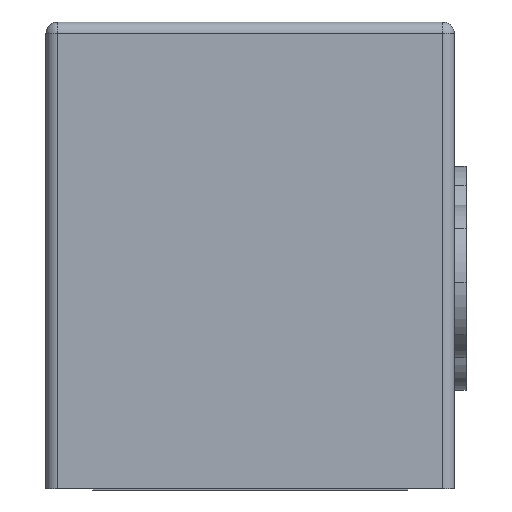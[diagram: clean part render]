
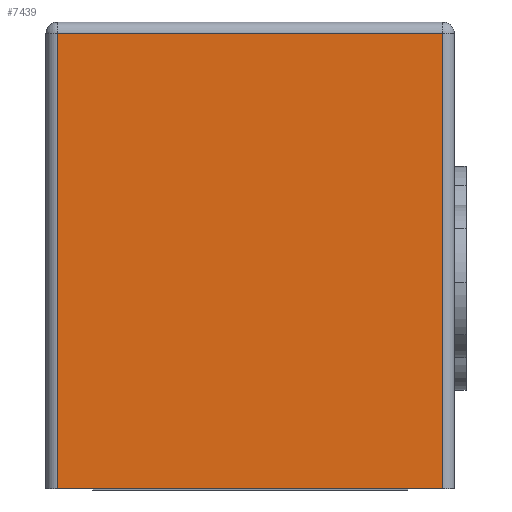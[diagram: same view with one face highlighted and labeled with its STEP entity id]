
A CAD part, left-side view. The second image highlights one B-rep face of the part: STEP entity #7439.
In plain terms, the highlighted planar face has unit normal (-1, 0, 0).
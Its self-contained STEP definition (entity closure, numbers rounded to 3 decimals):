
#97 = CARTESIAN_POINT ( 'NONE',  ( -0.325, 0.165, 0. ) ) ;
#794 = DIRECTION ( 'NONE',  ( 0., 0., -1. ) ) ;
#839 = DIRECTION ( 'NONE',  ( 1., 0., 0. ) ) ;
#863 = EDGE_CURVE ( 'NONE', #8278, #2666, #8837, .T. ) ;
#883 = CARTESIAN_POINT ( 'NONE',  ( -0.325, -0.175, 0.4 ) ) ;
#1039 = PLANE ( 'NONE',  #3408 ) ;
#1738 = EDGE_LOOP ( 'NONE', ( #7661, #6428, #12080, #4464 ) ) ;
#2198 = CARTESIAN_POINT ( 'NONE',  ( -0.325, -0.175, 0. ) ) ;
#2666 = VERTEX_POINT ( 'NONE', #97 ) ;
#2828 = DIRECTION ( 'NONE',  ( 0., 1., 0. ) ) ;
#2928 = CARTESIAN_POINT ( 'NONE',  ( -0.325, -0.175, 0.39 ) ) ;
#3215 = EDGE_CURVE ( 'NONE', #2666, #6921, #5214, .T. ) ;
#3348 = LINE ( 'NONE', #2928, #11074 ) ;
#3408 = AXIS2_PLACEMENT_3D ( 'NONE', #883, #839, #794 ) ;
#4390 = CARTESIAN_POINT ( 'NONE',  ( -0.325, -0.165, 0.4 ) ) ;
#4464 = ORIENTED_EDGE ( 'NONE', *, *, #12477, .T. ) ;
#4571 = VECTOR ( 'NONE', #11709, 1000. ) ;
#4728 = VECTOR ( 'NONE', #4839, 1000. ) ;
#4839 = DIRECTION ( 'NONE',  ( 0., 0., -1. ) ) ;
#5214 = LINE ( 'NONE', #2198, #4571 ) ;
#5385 = DIRECTION ( 'NONE',  ( 0., 0., 1. ) ) ;
#5543 = CARTESIAN_POINT ( 'NONE',  ( -0.325, 0.165, 0.39 ) ) ;
#6428 = ORIENTED_EDGE ( 'NONE', *, *, #863, .T. ) ;
#6921 = VERTEX_POINT ( 'NONE', #11764 ) ;
#7439 = ADVANCED_FACE ( 'NONE', ( #7627 ), #1039, .F. ) ;
#7468 = VERTEX_POINT ( 'NONE', #11342 ) ;
#7496 = VECTOR ( 'NONE', #5385, 1000. ) ;
#7627 = FACE_OUTER_BOUND ( 'NONE', #1738, .T. ) ;
#7661 = ORIENTED_EDGE ( 'NONE', *, *, #10440, .T. ) ;
#8278 = VERTEX_POINT ( 'NONE', #5543 ) ;
#8837 = LINE ( 'NONE', #10036, #4728 ) ;
#10036 = CARTESIAN_POINT ( 'NONE',  ( -0.325, 0.165, 0.4 ) ) ;
#10100 = LINE ( 'NONE', #4390, #7496 ) ;
#10440 = EDGE_CURVE ( 'NONE', #7468, #8278, #3348, .T. ) ;
#11074 = VECTOR ( 'NONE', #2828, 1000. ) ;
#11342 = CARTESIAN_POINT ( 'NONE',  ( -0.325, -0.165, 0.39 ) ) ;
#11709 = DIRECTION ( 'NONE',  ( 0., -1., 0. ) ) ;
#11764 = CARTESIAN_POINT ( 'NONE',  ( -0.325, -0.165, 0. ) ) ;
#12080 = ORIENTED_EDGE ( 'NONE', *, *, #3215, .T. ) ;
#12477 = EDGE_CURVE ( 'NONE', #6921, #7468, #10100, .T. ) ;
